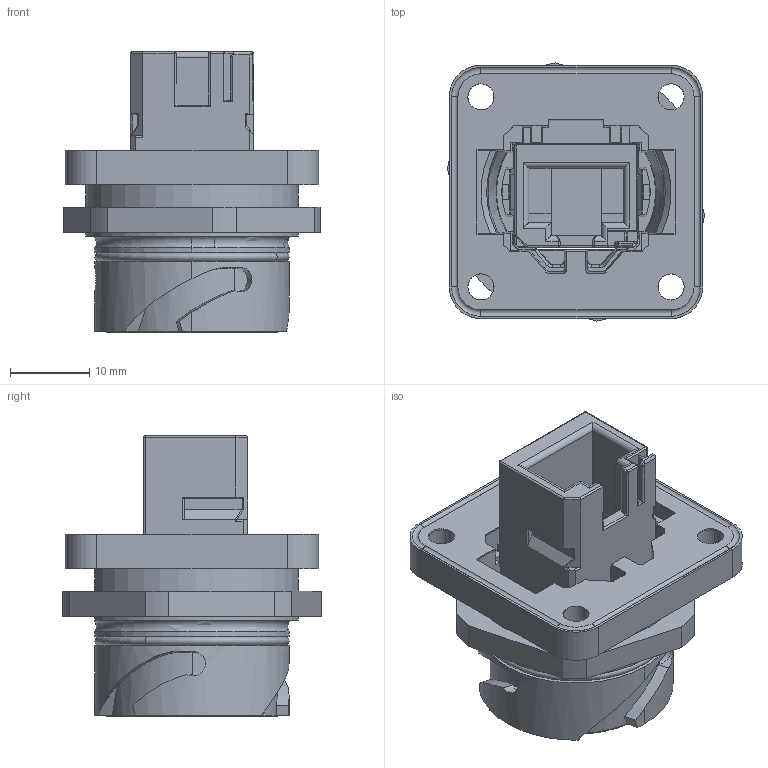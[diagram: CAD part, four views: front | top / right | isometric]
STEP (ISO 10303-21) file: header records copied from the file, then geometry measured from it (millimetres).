
FILE_DESCRIPTION(('CATIA V5 STEP Exchange','CAx-IF Rec.Pracs.--- Model Styling and Organization---1.5--- 2016-08-15','CAx-IF Rec.Pracs.---Supplemental Geometry---1.0---2011-11-01','CAx-IF Rec.Pracs.--- Composite Materials ---1.1---2010-07-15'),'2;1');
FILE_NAME ('003241-3_1', '2025-08-12T08:18:36+00:00', ('none'), ('Weidmueller'), 'CATIA Version 5-6 Release 2024 SP4', 'CATIA V5 STEP AP214 v3', 'none');
FILE_SCHEMA(('AUTOMOTIVE_DESIGN { 1 0 10303 214 1 1 1 1 }'));
Length unit declared in the file: millimetre
Products named in the file (1): 1012380000
Bounding box: 32.48 x 32.59 x 35.41 mm (x, y, z)
Volume: 11194.6 mm3; surface area: 10369.5 mm2
Topology: 1 solids, 3 shells, 603 faces, 1647 edges, 1053 vertices
Faces by surface type: plane 321, cylinder 202, bspline 32, sphere 18, torus 14, cone 12, extrusion 4
Entity records: 20141 total; most frequent: CARTESIAN_POINT 5996, ORIENTED_EDGE 3294, DIRECTION 2174, EDGE_CURVE 1647, VERTEX_POINT 1053, VECTOR 979, LINE 975, AXIS2_PLACEMENT_3D 736
